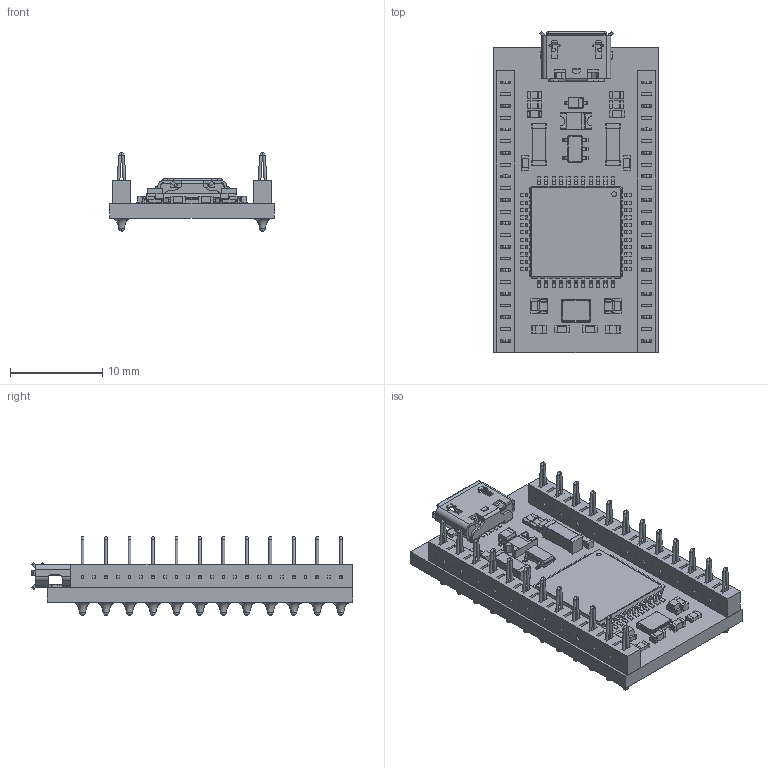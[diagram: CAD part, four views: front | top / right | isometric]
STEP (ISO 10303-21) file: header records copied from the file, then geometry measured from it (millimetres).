
FILE_DESCRIPTION(/* description */ (''),/* implementation_level */ '2;1');
FILE_NAME(/* name */ 'ProMicro.step',/* time_stamp */ '2020-07-27T00:42:16+09:00',/* author */ (''),/* organization */ (''),/* preprocessor_version */ 'ST-DEVELOPER v18.1',/* originating_system */ 'Autodesk Translation Framework v9.3.0.1241',/* authorisation */ '');
FILE_SCHEMA (('AUTOMOTIVE_DESIGN { 1 0 10303 214 3 1 1 }'));
Products named in the file (13): ProMicro with Conthrough; Pro Micro; TQFP-44_10x10mm_P0.8mm; USB_Micro-B_Molex_47346-0001; R_0603; LED_0603_1608Metric; C_0603_1608Metric; Crystal_SMD_3225-4Pin_3.2x2.5mm; D_SOD-323; D_1206_3216Metric; TSOT-23-5; C_1806_4516Metric; conthrough
Assembly tree (28 placements, depth 3):
  ProMicro with Conthrough
    Pro Micro
      TQFP-44_10x10mm_P0.8mm
      USB_Micro-B_Molex_47346-0001
      R_0603  x6
      LED_0603_1608Metric  x3
      C_0603_1608Metric  x8
      Crystal_SMD_3225-4Pin_3.2x2.5mm
      D_SOD-323
      D_1206_3216Metric
      TSOT-23-5
      C_1806_4516Metric  x2
    conthrough  x2
Bounding box: 17.78 x 34.74 x 8.54 mm (x, y, z)
Volume: 1511.2 mm3; surface area: 4084.7 mm2
Topology: 100 solids, 100 shells, 2953 faces, 8122 edges, 5285 vertices
Faces by surface type: plane 1979, cylinder 796, torus 96, bspline 54, cone 24, sphere 4
Full cylindrical faces by diameter (mm): 0.3 x168, 0.5 x1, 0.88 x24, 0.9 x24, 1.9 x24
Entity records: 73890 total; most frequent: CARTESIAN_POINT 16418, ORIENTED_EDGE 11606, DIRECTION 11485, EDGE_CURVE 5803, LINE 4253, VECTOR 4253, VERTEX_POINT 3763, AXIS2_PLACEMENT_3D 3616
